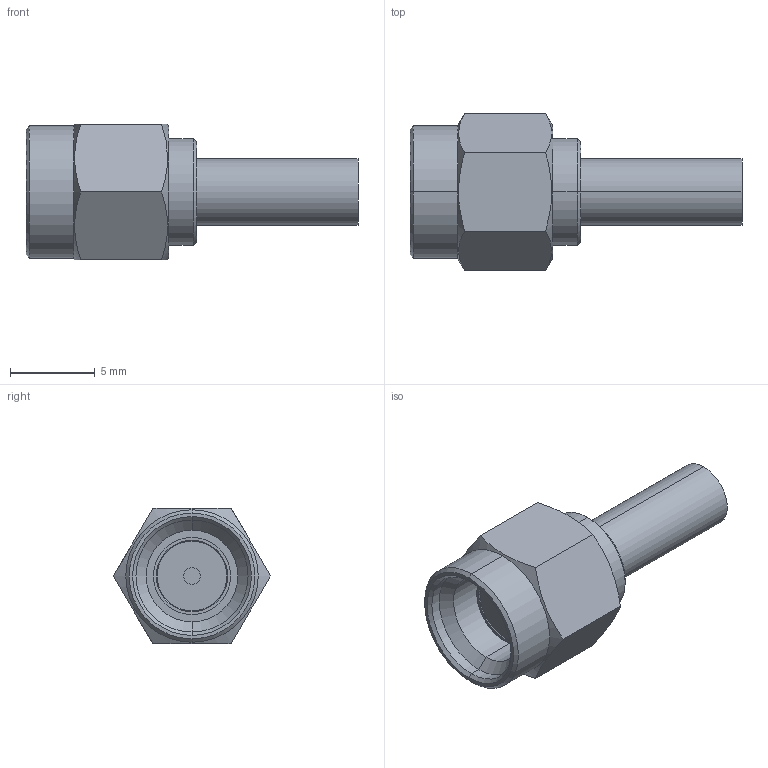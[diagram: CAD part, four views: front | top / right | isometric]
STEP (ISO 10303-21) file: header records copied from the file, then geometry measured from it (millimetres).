
FILE_DESCRIPTION (( 'STEP AP203' ), '1' );
FILE_NAME ('SMAMRPST.P.DK.XX.STEP', '2021-12-04T14:22:54', ( 'admin' ), ( '' ), 'SwSTEP 2.0', 'SolidWorks 2015', '' );
FILE_SCHEMA (( 'CONFIG_CONTROL_DESIGN' ));
Length unit declared in the file: millimetre
Products named in the file (1): SMAMRPST.P.DK.XX
Bounding box: 19.55 x 9.24 x 8 mm (x, y, z)
Volume: 428.7 mm3; surface area: 901 mm2
Topology: 1 solids, 1 shells, 71 faces, 148 edges, 92 vertices
Faces by surface type: cylinder 30, plane 21, cone 20
Entity records: 2039 total; most frequent: CARTESIAN_POINT 408, DIRECTION 352, ORIENTED_EDGE 296, EDGE_CURVE 148, AXIS2_PLACEMENT_3D 148, VERTEX_POINT 92, EDGE_LOOP 84, CIRCLE 76
